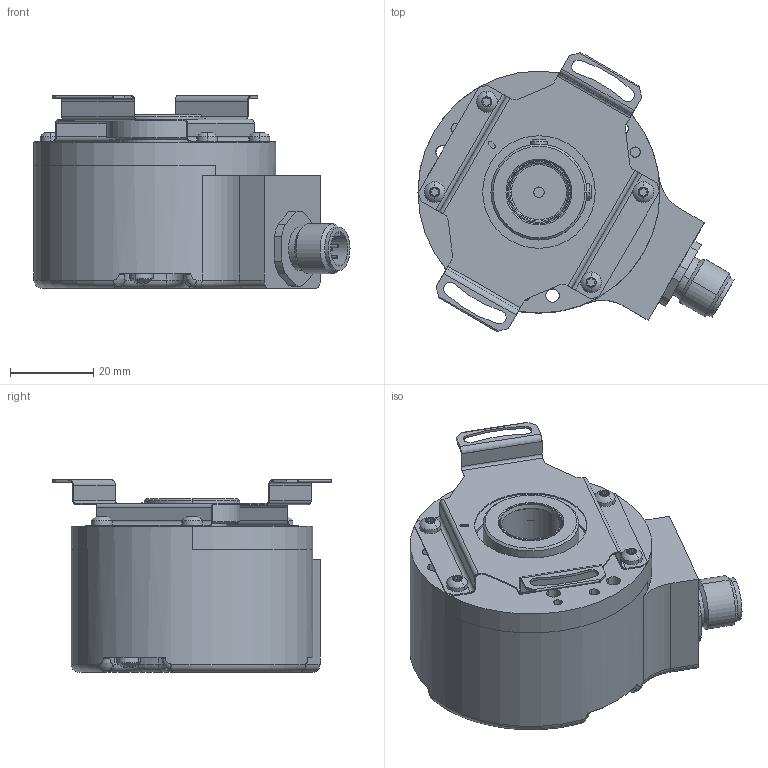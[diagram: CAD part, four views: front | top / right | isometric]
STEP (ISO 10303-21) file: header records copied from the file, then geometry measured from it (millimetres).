
FILE_DESCRIPTION((''),'2;1');
FILE_NAME('574978','2010-10-15T',('se2802'),(''),'PRO/ENGINEER BY PARAMETRIC TECHNOLOGY CORPORATION, 2010180','PRO/ENGINEER BY PARAMETRIC TECHNOLOGY CORPORATION, 2010180','');
FILE_SCHEMA(('CONFIG_CONTROL_DESIGN'));
Length unit declared in the file: millimetre
Products named in the file (1): 574978
Bounding box: 75.77 x 66.89 x 46.2 mm (x, y, z)
Volume: 60046.8 mm3; surface area: 41761.1 mm2
Topology: 1 solids, 2 shells, 1248 faces, 3464 edges, 2175 vertices
Faces by surface type: cylinder 568, plane 431, cone 113, torus 106, sphere 22, bspline 6, revolution 2
Entity records: 43727 total; most frequent: CARTESIAN_POINT 10658, DIRECTION 7406, ORIENTED_EDGE 6884, EDGE_CURVE 3442, AXIS2_PLACEMENT_3D 2941, VERTEX_POINT 2176, CIRCLE 1701, VECTOR 1522
